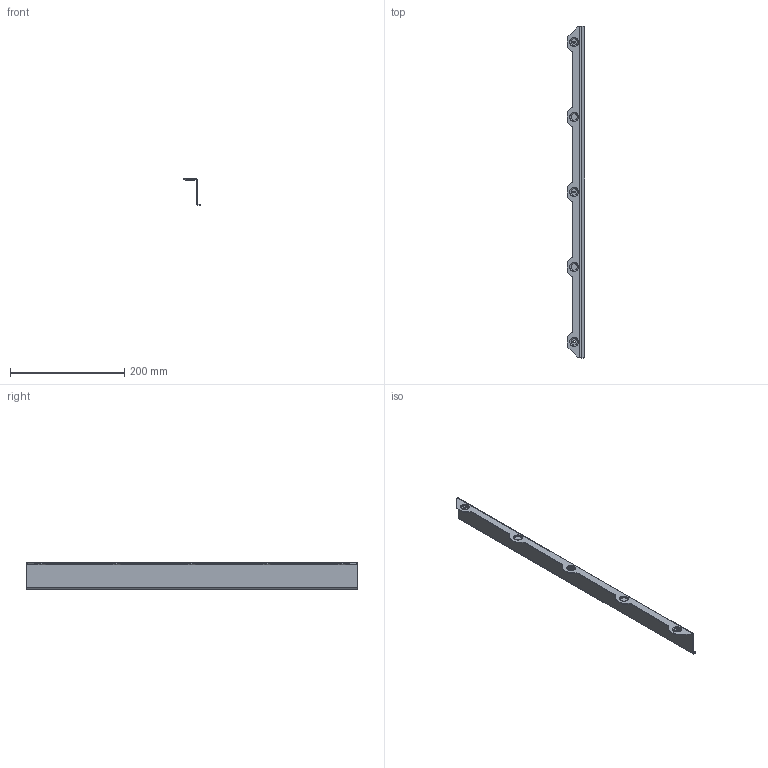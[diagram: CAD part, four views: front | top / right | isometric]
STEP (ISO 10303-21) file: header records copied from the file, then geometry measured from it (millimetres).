
FILE_DESCRIPTION(('CATIA V5 STEP Exchange','CAx-IF Rec.Pracs.--- Model Styling and Organization---1.2---2011-12-15'),'2;1');
FILE_NAME('SL CM EB US.stp','2019-02-22T11:37:15+00:00',('none'),('none'),'CATIA Version 5-6 Release 2014 SP4','CATIA V5 STEP AP214','none');
FILE_SCHEMA(('AUTOMOTIVE_DESIGN { 1 0 10303 214 1 1 1 1 }'));
Length unit declared in the file: millimetre
Products named in the file (1): 579471-01
Bounding box: 31.45 x 580 x 45.75 mm (x, y, z)
Volume: 48384.3 mm3; surface area: 79110.2 mm2
Topology: 1 solids, 1 shells, 144 faces, 340 edges, 208 vertices
Faces by surface type: plane 52, torus 40, cylinder 32, cone 20
Entity records: 4222 total; most frequent: CARTESIAN_POINT 1035, ORIENTED_EDGE 680, DIRECTION 507, EDGE_CURVE 340, AXIS2_PLACEMENT_3D 254, VERTEX_POINT 208, EDGE_LOOP 160, ADVANCED_FACE 144
